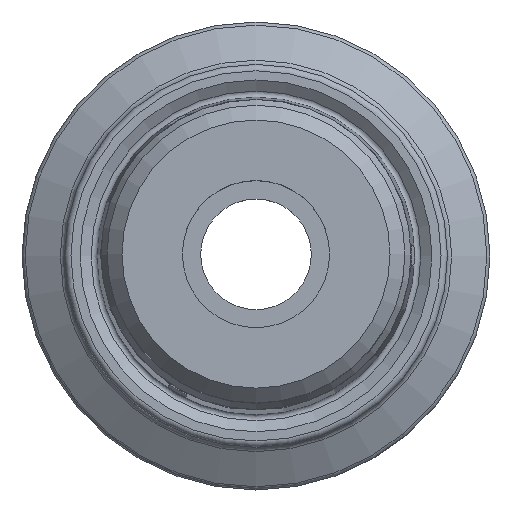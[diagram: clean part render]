
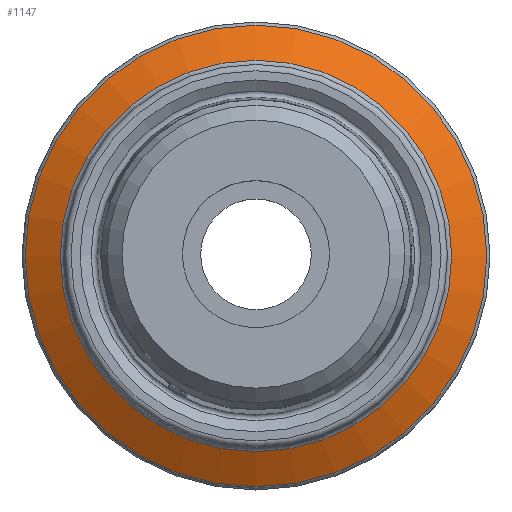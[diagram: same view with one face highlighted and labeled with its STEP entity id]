
A CAD part, top view. The second image highlights one B-rep face of the part: STEP entity #1147.
In plain terms, the highlighted conical face has half-angle 60 degrees and reference radius 9 mm.
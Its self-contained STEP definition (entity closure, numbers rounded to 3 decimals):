
#134=ORIENTED_EDGE('',*,*,#300,.T.);
#135=ORIENTED_EDGE('',*,*,#301,.T.);
#300=EDGE_CURVE('',#383,#383,#454,.T.);
#301=EDGE_CURVE('',#384,#384,#455,.T.);
#383=VERTEX_POINT('',#1610);
#384=VERTEX_POINT('',#1612);
#454=CIRCLE('',#1224,10.85);
#455=CIRCLE('',#1225,9.2);
#501=EDGE_LOOP('',(#134));
#502=EDGE_LOOP('',(#135));
#613=FACE_BOUND('',#501,.T.);
#614=FACE_BOUND('',#502,.T.);
#717=CONICAL_SURFACE('',#1223,9.,1.047);
#1147=ADVANCED_FACE('',(#613,#614),#717,.T.);
#1223=AXIS2_PLACEMENT_3D('',#1608,#1358,#1359);
#1224=AXIS2_PLACEMENT_3D('',#1609,#1360,#1361);
#1225=AXIS2_PLACEMENT_3D('',#1611,#1362,#1363);
#1358=DIRECTION('',(0.,0.,-1.));
#1359=DIRECTION('',(-1.,0.,0.));
#1360=DIRECTION('',(0.,0.,1.));
#1361=DIRECTION('',(1.,0.,0.));
#1362=DIRECTION('',(0.,0.,-1.));
#1363=DIRECTION('',(-1.,0.,0.));
#1608=CARTESIAN_POINT('',(0.,0.,3.));
#1609=CARTESIAN_POINT('',(0.,0.,1.932));
#1610=CARTESIAN_POINT('',(10.85,0.,1.932));
#1611=CARTESIAN_POINT('',(0.,0.,2.885));
#1612=CARTESIAN_POINT('',(-9.2,0.,2.885));
